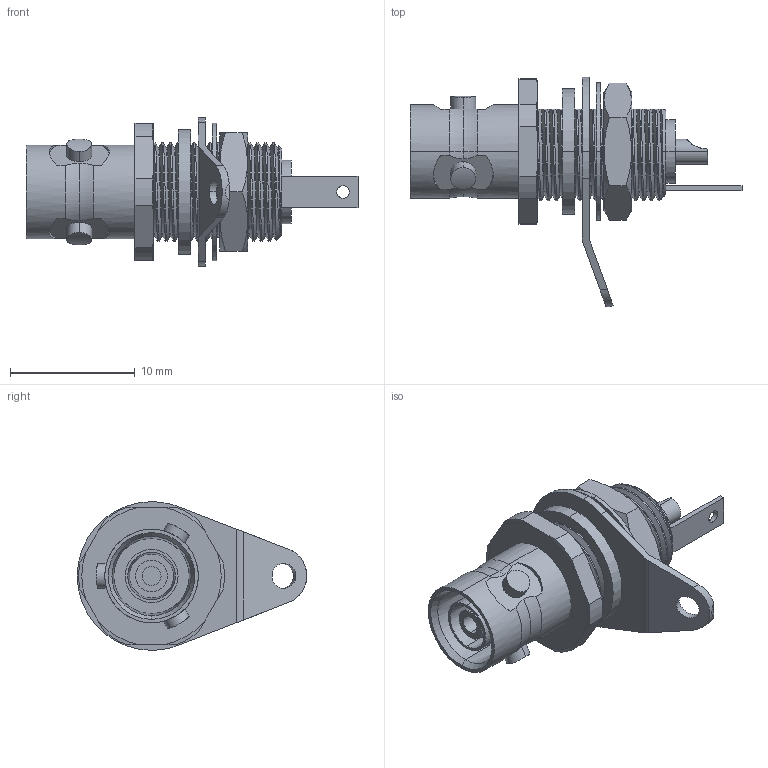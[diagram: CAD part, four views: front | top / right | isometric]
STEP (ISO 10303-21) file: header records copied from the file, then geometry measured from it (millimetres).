
FILE_DESCRIPTION (( 'STEP AP214' ), '1' );
FILE_NAME ('FMCNMSB00009_3D.step', '2023-08-07T21:31:04', ( '' ), ( '' ), 'SwSTEP 2.0', 'SolidWorks 2022', '' );
FILE_SCHEMA (( 'AUTOMOTIVE_DESIGN' ));
Length unit declared in the file: millimetre
Products named in the file (6): Copy of MSB00009-MA3^FMCNMSB00009; Copy of MSB00009-MA1-NEW^FMCNMSB00009; Copy of MSB00009-MA5^FMCNMSB00009; Copy of MSB00009-MA4^FMCNMSB00009; Copy of MSB00009-MA2^FMCNMSB00009; FMCNMSB00009_3D
Assembly tree (5 placements, depth 2):
  FMCNMSB00009_3D
    Copy of MSB00009-MA1-NEW^FMCNMSB00009
    Copy of MSB00009-MA2^FMCNMSB00009
    Copy of MSB00009-MA3^FMCNMSB00009
    Copy of MSB00009-MA4^FMCNMSB00009
    Copy of MSB00009-MA5^FMCNMSB00009
Bounding box: 26.6 x 18.39 x 11.91 mm (x, y, z)
Volume: 923.2 mm3; surface area: 2154.8 mm2
Topology: 5 solids, 5 shells, 307 faces, 823 edges, 541 vertices
Faces by surface type: cylinder 131, plane 72, bspline 51, cone 45, torus 8
Entity records: 34182 total; most frequent: CARTESIAN_POINT 26751, ORIENTED_EDGE 1646, DIRECTION 1255, EDGE_CURVE 823, VERTEX_POINT 541, AXIS2_PLACEMENT_3D 475, EDGE_LOOP 334, FACE_OUTER_BOUND 307
